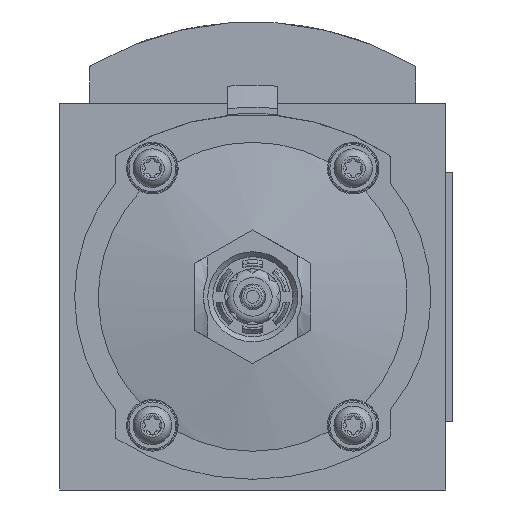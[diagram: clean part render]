
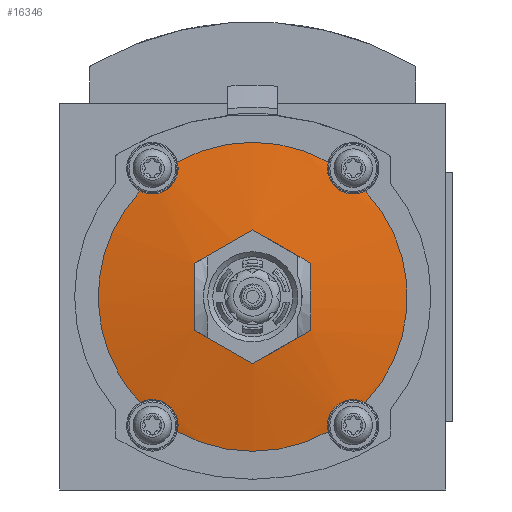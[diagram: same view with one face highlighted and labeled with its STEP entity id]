
A CAD part, front view. The second image highlights one B-rep face of the part: STEP entity #16346.
In plain terms, the highlighted spherical face has radius 160 mm.
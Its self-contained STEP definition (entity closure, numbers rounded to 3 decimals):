
#62=SPHERICAL_SURFACE('',#17134,160.);
#2696=CIRCLE('',#17135,35.989);
#2697=CIRCLE('',#17136,35.989);
#2698=CIRCLE('',#17137,35.989);
#2699=CIRCLE('',#17138,35.989);
#2700=CIRCLE('',#17139,159.429);
#2701=CIRCLE('',#17140,159.429);
#2702=CIRCLE('',#17141,159.429);
#2703=CIRCLE('',#17142,159.429);
#2704=CIRCLE('',#17143,159.429);
#2705=CIRCLE('',#17144,159.429);
#3462=ORIENTED_EDGE('',*,*,#6995,.F.);
#3463=ORIENTED_EDGE('',*,*,#6996,.T.);
#3464=ORIENTED_EDGE('',*,*,#6997,.F.);
#3465=ORIENTED_EDGE('',*,*,#6998,.T.);
#3466=ORIENTED_EDGE('',*,*,#6999,.F.);
#3467=ORIENTED_EDGE('',*,*,#7000,.T.);
#3468=ORIENTED_EDGE('',*,*,#7001,.F.);
#3469=ORIENTED_EDGE('',*,*,#7002,.T.);
#3470=ORIENTED_EDGE('',*,*,#7003,.F.);
#3471=ORIENTED_EDGE('',*,*,#7004,.F.);
#3472=ORIENTED_EDGE('',*,*,#7005,.F.);
#3473=ORIENTED_EDGE('',*,*,#7006,.F.);
#3474=ORIENTED_EDGE('',*,*,#7007,.F.);
#3475=ORIENTED_EDGE('',*,*,#7008,.F.);
#6995=EDGE_CURVE('',#8733,#8734,#2696,.T.);
#6996=EDGE_CURVE('',#8733,#8735,#9880,.T.);
#6997=EDGE_CURVE('',#8736,#8735,#2697,.T.);
#6998=EDGE_CURVE('',#8736,#8737,#9881,.T.);
#6999=EDGE_CURVE('',#8738,#8737,#2698,.T.);
#7000=EDGE_CURVE('',#8738,#8739,#9882,.T.);
#7001=EDGE_CURVE('',#8740,#8739,#2699,.T.);
#7002=EDGE_CURVE('',#8740,#8734,#9883,.T.);
#7003=EDGE_CURVE('',#8741,#8742,#2700,.F.);
#7004=EDGE_CURVE('',#8743,#8741,#2701,.F.);
#7005=EDGE_CURVE('',#8744,#8743,#2702,.F.);
#7006=EDGE_CURVE('',#8745,#8744,#2703,.F.);
#7007=EDGE_CURVE('',#8746,#8745,#2704,.F.);
#7008=EDGE_CURVE('',#8742,#8746,#2705,.F.);
#8733=VERTEX_POINT('',#22707);
#8734=VERTEX_POINT('',#22708);
#8735=VERTEX_POINT('',#22716);
#8736=VERTEX_POINT('',#22718);
#8737=VERTEX_POINT('',#22726);
#8738=VERTEX_POINT('',#22728);
#8739=VERTEX_POINT('',#22736);
#8740=VERTEX_POINT('',#22738);
#8741=VERTEX_POINT('',#22747);
#8742=VERTEX_POINT('',#22748);
#8743=VERTEX_POINT('',#22750);
#8744=VERTEX_POINT('',#22752);
#8745=VERTEX_POINT('',#22754);
#8746=VERTEX_POINT('',#22756);
#9880=B_SPLINE_CURVE_WITH_KNOTS('',3,(#22709,#22710,#22711,#22712,#22713,
#22714,#22715),.UNSPECIFIED.,.F.,.F.,(4,1,1,1,4),(0.,0.003,
0.007,0.01,0.014),.UNSPECIFIED.);
#9881=B_SPLINE_CURVE_WITH_KNOTS('',3,(#22719,#22720,#22721,#22722,#22723,
#22724,#22725),.UNSPECIFIED.,.F.,.F.,(4,1,1,1,4),(0.,0.003,
0.007,0.01,0.014),
 .UNSPECIFIED.);
#9882=B_SPLINE_CURVE_WITH_KNOTS('',3,(#22729,#22730,#22731,#22732,#22733,
#22734,#22735),.UNSPECIFIED.,.F.,.F.,(4,1,1,1,4),(0.,0.003,
0.007,0.01,0.014),
 .UNSPECIFIED.);
#9883=B_SPLINE_CURVE_WITH_KNOTS('',3,(#22739,#22740,#22741,#22742,#22743,
#22744,#22745),.UNSPECIFIED.,.F.,.F.,(4,1,1,1,4),(0.,0.003,
0.007,0.01,0.014),
 .UNSPECIFIED.);
#10023=EDGE_LOOP('',(#3462,#3463,#3464,#3465,#3466,#3467,#3468,#3469));
#10024=EDGE_LOOP('',(#3470,#3471,#3472,#3473,#3474,#3475));
#10872=FACE_BOUND('',#10023,.T.);
#10873=FACE_BOUND('',#10024,.T.);
#16346=ADVANCED_FACE('',(#10872,#10873),#62,.T.);
#17134=AXIS2_PLACEMENT_3D('',#22705,#18642,#18643);
#17135=AXIS2_PLACEMENT_3D('',#22706,#18644,#18645);
#17136=AXIS2_PLACEMENT_3D('',#22717,#18646,#18647);
#17137=AXIS2_PLACEMENT_3D('',#22727,#18648,#18649);
#17138=AXIS2_PLACEMENT_3D('',#22737,#18650,#18651);
#17139=AXIS2_PLACEMENT_3D('',#22746,#18652,#18653);
#17140=AXIS2_PLACEMENT_3D('',#22749,#18654,#18655);
#17141=AXIS2_PLACEMENT_3D('',#22751,#18656,#18657);
#17142=AXIS2_PLACEMENT_3D('',#22753,#18658,#18659);
#17143=AXIS2_PLACEMENT_3D('',#22755,#18660,#18661);
#17144=AXIS2_PLACEMENT_3D('',#22757,#18662,#18663);
#18642=DIRECTION('',(0.,-1.,0.));
#18643=DIRECTION('',(-1.,0.,0.));
#18644=DIRECTION('',(0.,1.,0.));
#18645=DIRECTION('',(0.,0.,1.));
#18646=DIRECTION('',(0.,1.,0.));
#18647=DIRECTION('',(0.,0.,1.));
#18648=DIRECTION('',(0.,1.,0.));
#18649=DIRECTION('',(0.,0.,1.));
#18650=DIRECTION('',(0.,1.,0.));
#18651=DIRECTION('',(0.,0.,1.));
#18652=DIRECTION('',(0.5,0.,0.866));
#18653=DIRECTION('',(0.866,0.,-0.5));
#18654=DIRECTION('',(1.,0.,0.));
#18655=DIRECTION('',(0.,0.,-1.));
#18656=DIRECTION('',(0.5,0.,-0.866));
#18657=DIRECTION('',(-0.866,0.,-0.5));
#18658=DIRECTION('',(-0.5,0.,-0.866));
#18659=DIRECTION('',(-0.866,0.,0.5));
#18660=DIRECTION('',(-1.,0.,0.));
#18661=DIRECTION('',(0.,0.,1.));
#18662=DIRECTION('',(-0.5,0.,0.866));
#18663=DIRECTION('',(0.866,0.,0.5));
#22705=CARTESIAN_POINT('',(0.,-93.1,0.));
#22706=CARTESIAN_POINT('',(0.,-249.,0.));
#22707=CARTESIAN_POINT('',(26.22,-249.,24.651));
#22708=CARTESIAN_POINT('',(26.22,-249.,-24.651));
#22709=CARTESIAN_POINT('',(26.22,-249.,24.651));
#22710=CARTESIAN_POINT('',(25.208,-249.256,24.111));
#22711=CARTESIAN_POINT('',(22.893,-249.695,23.624));
#22712=CARTESIAN_POINT('',(19.485,-249.953,24.936));
#22713=CARTESIAN_POINT('',(17.386,-249.696,27.922));
#22714=CARTESIAN_POINT('',(17.296,-249.256,30.292));
#22715=CARTESIAN_POINT('',(17.576,-249.,31.405));
#22716=CARTESIAN_POINT('',(17.576,-249.,31.405));
#22717=CARTESIAN_POINT('',(0.,-249.,0.));
#22718=CARTESIAN_POINT('',(-17.576,-249.,31.405));
#22719=CARTESIAN_POINT('',(-17.576,-249.,31.405));
#22720=CARTESIAN_POINT('',(-17.296,-249.256,30.292));
#22721=CARTESIAN_POINT('',(-17.384,-249.695,27.929));
#22722=CARTESIAN_POINT('',(-19.481,-249.953,24.939));
#22723=CARTESIAN_POINT('',(-22.886,-249.696,23.624));
#22724=CARTESIAN_POINT('',(-25.208,-249.256,24.111));
#22725=CARTESIAN_POINT('',(-26.22,-249.,24.651));
#22726=CARTESIAN_POINT('',(-26.22,-249.,24.651));
#22727=CARTESIAN_POINT('',(0.,-249.,0.));
#22728=CARTESIAN_POINT('',(-26.22,-249.,-24.651));
#22729=CARTESIAN_POINT('',(-26.22,-249.,-24.651));
#22730=CARTESIAN_POINT('',(-25.208,-249.256,-24.111));
#22731=CARTESIAN_POINT('',(-22.893,-249.695,-23.624));
#22732=CARTESIAN_POINT('',(-19.485,-249.953,-24.936));
#22733=CARTESIAN_POINT('',(-17.386,-249.696,-27.922));
#22734=CARTESIAN_POINT('',(-17.296,-249.256,-30.292));
#22735=CARTESIAN_POINT('',(-17.576,-249.,-31.405));
#22736=CARTESIAN_POINT('',(-17.576,-249.,-31.405));
#22737=CARTESIAN_POINT('',(0.,-249.,0.));
#22738=CARTESIAN_POINT('',(17.576,-249.,-31.405));
#22739=CARTESIAN_POINT('',(17.576,-249.,-31.405));
#22740=CARTESIAN_POINT('',(17.296,-249.256,-30.292));
#22741=CARTESIAN_POINT('',(17.384,-249.695,-27.929));
#22742=CARTESIAN_POINT('',(19.481,-249.953,-24.939));
#22743=CARTESIAN_POINT('',(22.886,-249.696,-23.624));
#22744=CARTESIAN_POINT('',(25.208,-249.256,-24.111));
#22745=CARTESIAN_POINT('',(26.22,-249.,-24.651));
#22746=CARTESIAN_POINT('',(6.75,-93.1,11.691));
#22747=CARTESIAN_POINT('',(13.5,-252.339,7.794));
#22748=CARTESIAN_POINT('',(0.,-252.339,15.588));
#22749=CARTESIAN_POINT('',(13.5,-93.1,0.));
#22750=CARTESIAN_POINT('',(13.5,-252.339,-7.794));
#22751=CARTESIAN_POINT('',(6.75,-93.1,-11.691));
#22752=CARTESIAN_POINT('',(0.,-252.339,-15.588));
#22753=CARTESIAN_POINT('',(-6.75,-93.1,-11.691));
#22754=CARTESIAN_POINT('',(-13.5,-252.339,-7.794));
#22755=CARTESIAN_POINT('',(-13.5,-93.1,0.));
#22756=CARTESIAN_POINT('',(-13.5,-252.339,7.794));
#22757=CARTESIAN_POINT('',(-6.75,-93.1,11.691));
